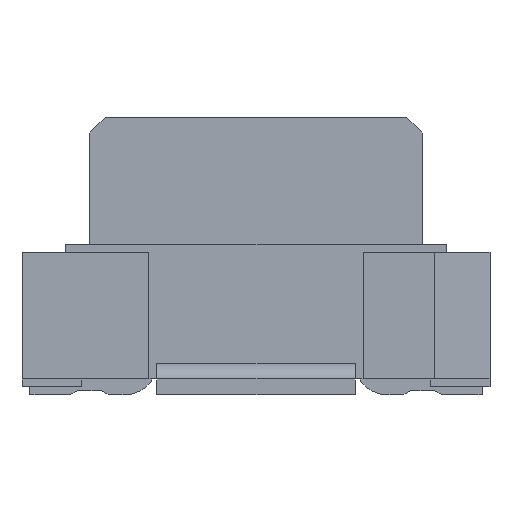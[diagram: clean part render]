
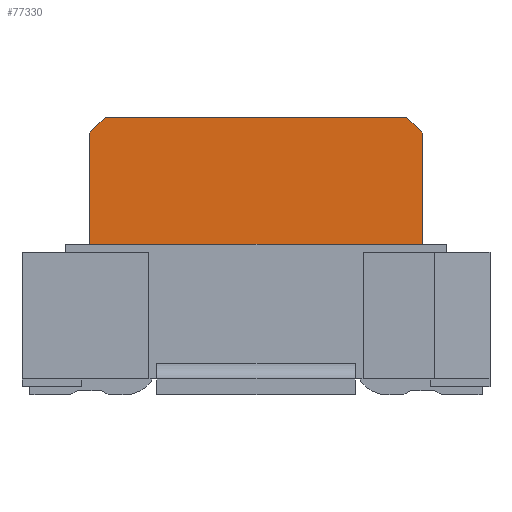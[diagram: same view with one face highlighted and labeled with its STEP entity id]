
A CAD part, front view. The second image highlights one B-rep face of the part: STEP entity #77330.
In plain terms, the highlighted planar face has unit normal (0, -1, 0).
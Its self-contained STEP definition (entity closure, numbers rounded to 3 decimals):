
#23290=CARTESIAN_POINT('',(-3.259,-19.55,3.508));
#23300=VERTEX_POINT('',#23290);
#23330=CARTESIAN_POINT('',(-6.767,-19.55,0.));
#23340=DIRECTION('',(0.707,0.,0.707));
#23350=VECTOR('',#23340,1.);
#23360=LINE('',#23330,#23350);
#23370=CARTESIAN_POINT('',(-3.459,-19.55,3.308));
#23380=VERTEX_POINT('',#23370);
#23390=EDGE_CURVE('',#23380,#23300,#23360,.T.);
#61310=CARTESIAN_POINT('',(-3.459,-19.55,1.808));
#61320=VERTEX_POINT('',#61310);
#61350=CARTESIAN_POINT('',(0.,-19.55,1.808));
#61360=DIRECTION('',(1.,0.,0.));
#61370=VECTOR('',#61360,1.);
#61380=LINE('',#61350,#61370);
#61390=CARTESIAN_POINT('',(-3.259,-19.55,1.808));
#61400=VERTEX_POINT('',#61390);
#61410=EDGE_CURVE('',#61320,#61400,#61380,.T.);
#61630=CARTESIAN_POINT('',(0.541,-19.55,1.808));
#61640=VERTEX_POINT('',#61630);
#61670=CARTESIAN_POINT('',(0.741,-19.55,1.808));
#61680=VERTEX_POINT('',#61670);
#61690=EDGE_CURVE('',#61640,#61680,#61380,.T.);
#76570=CARTESIAN_POINT('',(0.741,-19.55,1.808));
#76580=DIRECTION('',(-0.,-1.,-0.));
#76590=DIRECTION('',(-1.,0.,0.));
#76600=AXIS2_PLACEMENT_3D('',#76570,#76580,#76590);
#76610=PLANE('',#76600);
#76620=ORIENTED_EDGE('',*,*,#23390,.F.);
#76630=CARTESIAN_POINT('',(0.,-19.55,3.508));
#76640=DIRECTION('',(1.,0.,0.));
#76650=VECTOR('',#76640,1.);
#76660=LINE('',#76630,#76650);
#76670=CARTESIAN_POINT('',(0.541,-19.55,3.508));
#76680=VERTEX_POINT('',#76670);
#76690=EDGE_CURVE('',#23300,#76680,#76660,.T.);
#76700=ORIENTED_EDGE('',*,*,#76690,.F.);
#76710=CARTESIAN_POINT('',(4.049,-19.55,0.));
#76720=DIRECTION('',(0.707,0.,-0.707));
#76730=VECTOR('',#76720,1.);
#76740=LINE('',#76710,#76730);
#76750=CARTESIAN_POINT('',(0.741,-19.55,3.308));
#76760=VERTEX_POINT('',#76750);
#76770=EDGE_CURVE('',#76680,#76760,#76740,.T.);
#76780=ORIENTED_EDGE('',*,*,#76770,.F.);
#76790=CARTESIAN_POINT('',(0.741,-19.55,0.));
#76800=DIRECTION('',(0.,0.,-1.));
#76810=VECTOR('',#76800,1.);
#76820=LINE('',#76790,#76810);
#76830=EDGE_CURVE('',#76760,#61680,#76820,.T.);
#76840=ORIENTED_EDGE('',*,*,#76830,.F.);
#76850=ORIENTED_EDGE('',*,*,#61690,.T.);
#76860=CARTESIAN_POINT('',(-1.267,-19.55,0.));
#76870=DIRECTION('',(0.707,0.,0.707));
#76880=VECTOR('',#76870,1.);
#76890=LINE('',#76860,#76880);
#76900=CARTESIAN_POINT('',(0.441,-19.55,1.708));
#76910=VERTEX_POINT('',#76900);
#76920=EDGE_CURVE('',#76910,#61640,#76890,.T.);
#76930=ORIENTED_EDGE('',*,*,#76920,.T.);
#76940=CARTESIAN_POINT('',(0.441,-19.55,0.));
#76950=DIRECTION('',(0.,0.,-1.));
#76960=VECTOR('',#76950,1.);
#76970=LINE('',#76940,#76960);
#76980=CARTESIAN_POINT('',(0.441,-19.55,1.308));
#76990=VERTEX_POINT('',#76980);
#77000=EDGE_CURVE('',#76910,#76990,#76970,.T.);
#77010=ORIENTED_EDGE('',*,*,#77000,.F.);
#77020=CARTESIAN_POINT('',(0.,-19.55,1.308));
#77030=DIRECTION('',(1.,0.,0.));
#77040=VECTOR('',#77030,1.);
#77050=LINE('',#77020,#77040);
#77060=CARTESIAN_POINT('',(-3.159,-19.55,1.308));
#77070=VERTEX_POINT('',#77060);
#77080=EDGE_CURVE('',#77070,#76990,#77050,.T.);
#77090=ORIENTED_EDGE('',*,*,#77080,.T.);
#77100=CARTESIAN_POINT('',(-3.159,-19.55,0.));
#77110=DIRECTION('',(0.,0.,1.));
#77120=VECTOR('',#77110,1.);
#77130=LINE('',#77100,#77120);
#77140=CARTESIAN_POINT('',(-3.159,-19.55,1.708));
#77150=VERTEX_POINT('',#77140);
#77160=EDGE_CURVE('',#77070,#77150,#77130,.T.);
#77170=ORIENTED_EDGE('',*,*,#77160,.F.);
#77180=CARTESIAN_POINT('',(-1.451,-19.55,0.));
#77190=DIRECTION('',(0.707,0.,-0.707));
#77200=VECTOR('',#77190,1.);
#77210=LINE('',#77180,#77200);
#77220=EDGE_CURVE('',#61400,#77150,#77210,.T.);
#77230=ORIENTED_EDGE('',*,*,#77220,.T.);
#77240=ORIENTED_EDGE('',*,*,#61410,.T.);
#77250=CARTESIAN_POINT('',(-3.459,-19.55,0.));
#77260=DIRECTION('',(0.,0.,1.));
#77270=VECTOR('',#77260,1.);
#77280=LINE('',#77250,#77270);
#77290=EDGE_CURVE('',#61320,#23380,#77280,.T.);
#77300=ORIENTED_EDGE('',*,*,#77290,.F.);
#77310=EDGE_LOOP('',(#77300,#77240,#77230,#77170,#77090,#77010,#76930,
#76850,#76840,#76780,#76700,#76620));
#77320=FACE_OUTER_BOUND('',#77310,.T.);
#77330=ADVANCED_FACE('',(#77320),#76610,.T.);
